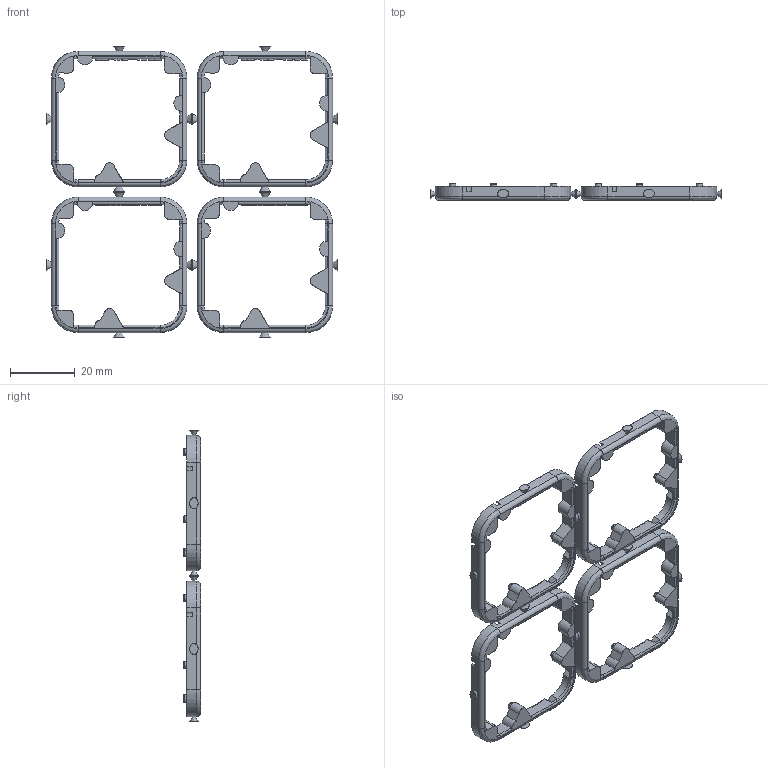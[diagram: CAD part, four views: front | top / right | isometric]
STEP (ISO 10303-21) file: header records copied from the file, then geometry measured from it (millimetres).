
FILE_DESCRIPTION(/* description */ (''),/* implementation_level */ '2;1');
FILE_NAME(/* name */ 'Remote Bottom Print Assembly.stp',/* time_stamp */ '2017-06-14T12:57:23-07:00',/* author */ ('Samuel Clay'),/* organization */ (''),/* preprocessor_version */ 'ST-DEVELOPER v16.13',/* originating_system */ 'Autodesk Inventor 2018',/* authorisation */ '');
FILE_SCHEMA (('AUTOMOTIVE_DESIGN { 1 0 10303 214 3 1 1 }'));
Length unit declared in the file: inch
Products named in the file (2): Remote Bottom Print Assembly; Remote Bottom
Assembly tree (4 placements, depth 2):
  Remote Bottom Print Assembly
    Remote Bottom  x4
Bounding box: 90.28 x 5.33 x 90.28 mm (x, y, z)
Volume: 6697.4 mm3; surface area: 9417.6 mm2
Topology: 20 solids, 20 shells, 1036 faces, 2720 edges, 1796 vertices
Faces by surface type: plane 564, bspline 312, cylinder 140, torus 20
Full cylindrical faces by diameter (mm): 1.981 x20
Entity records: 11110 total; most frequent: CARTESIAN_POINT 5057, ORIENTED_EDGE 1340, DIRECTION 1016, EDGE_CURVE 670, VERTEX_POINT 449, LINE 418, VECTOR 418, AXIS2_PLACEMENT_3D 299
